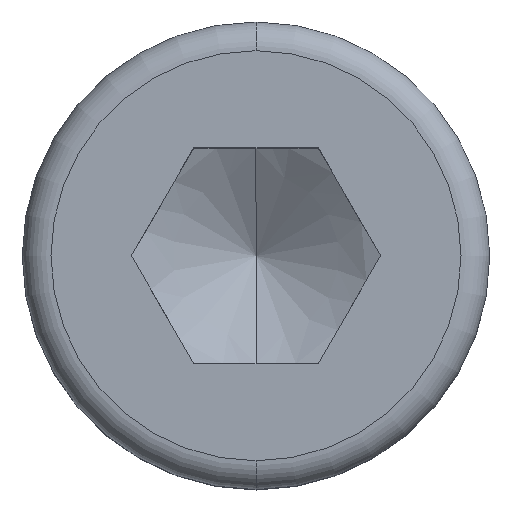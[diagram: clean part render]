
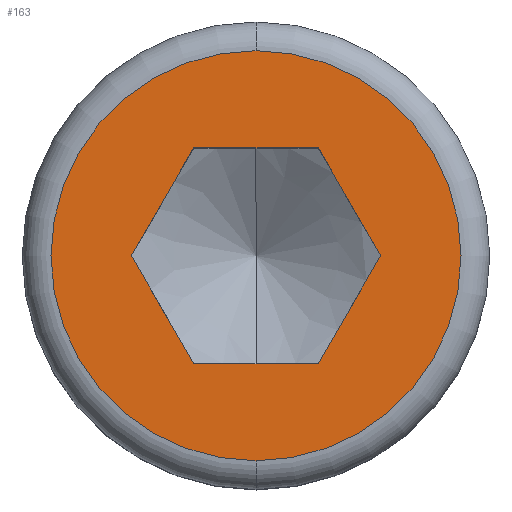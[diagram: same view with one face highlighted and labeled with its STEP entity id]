
A CAD part, top view. The second image highlights one B-rep face of the part: STEP entity #163.
In plain terms, the highlighted planar face has unit normal (0, 0, 1).
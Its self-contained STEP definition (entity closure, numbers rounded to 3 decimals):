
#151=EDGE_CURVE('',#197,#293,#380,.T.);
#163=ADVANCED_FACE('',(#395,#396),#397,.T.);
#187=VERTEX_POINT('',#423);
#193=EDGE_CURVE('',#293,#197,#430,.T.);
#197=VERTEX_POINT('',#434);
#203=EDGE_CURVE('',#209,#187,#440,.T.);
#209=VERTEX_POINT('',#446);
#211=EDGE_CURVE('',#289,#273,#448,.T.);
#271=EDGE_CURVE('',#273,#301,#516,.T.);
#273=VERTEX_POINT('',#518);
#277=EDGE_CURVE('',#321,#289,#522,.T.);
#289=VERTEX_POINT('',#536);
#293=VERTEX_POINT('',#541);
#297=EDGE_CURVE('',#301,#209,#545,.T.);
#301=VERTEX_POINT('',#549);
#307=EDGE_CURVE('',#187,#321,#556,.T.);
#321=VERTEX_POINT('',#571);
#380=CIRCLE('',#639,5.7);
#395=FACE_BOUND('',#655,.T.);
#396=FACE_OUTER_BOUND('',#656,.T.);
#397=PLANE('',#657);
#423=CARTESIAN_POINT('',(1.733,-3.001,8.));
#430=CIRCLE('',#700,5.7);
#434=CARTESIAN_POINT('',(0.,5.7,8.));
#440=LINE('',#712,#713);
#446=CARTESIAN_POINT('',(3.465,0.,8.));
#448=LINE('',#724,#725);
#516=LINE('',#834,#835);
#518=CARTESIAN_POINT('',(-1.733,3.001,8.));
#522=LINE('',#843,#844);
#536=CARTESIAN_POINT('',(-3.465,0.,8.));
#541=CARTESIAN_POINT('',(0.,-5.7,8.));
#545=LINE('',#890,#891);
#549=CARTESIAN_POINT('',(1.733,3.001,8.));
#556=LINE('',#913,#914);
#571=CARTESIAN_POINT('',(-1.732,-3.001,8.));
#639=AXIS2_PLACEMENT_3D('',#995,#996,#997);
#655=EDGE_LOOP('',(#1028,#1029,#1030,#1031,#1032,#1033));
#656=EDGE_LOOP('',(#1034,#1035));
#657=AXIS2_PLACEMENT_3D('',#1036,#1037,#1038);
#700=AXIS2_PLACEMENT_3D('',#1085,#1086,#1087);
#712=CARTESIAN_POINT('',(2.166,-2.251,8.));
#713=VECTOR('',#1091,1.0);
#724=CARTESIAN_POINT('',(-2.166,2.251,8.));
#725=VECTOR('',#1093,1.0);
#834=CARTESIAN_POINT('',(0.866,3.001,8.));
#835=VECTOR('',#1177,1.0);
#843=CARTESIAN_POINT('',(-3.032,-0.75,8.));
#844=VECTOR('',#1181,1.0);
#890=CARTESIAN_POINT('',(3.032,0.75,8.));
#891=VECTOR('',#1207,1.0);
#913=CARTESIAN_POINT('',(-0.866,-3.001,8.));
#914=VECTOR('',#1217,1.0);
#995=CARTESIAN_POINT('',(0.,0.,8.));
#996=DIRECTION('',(0.,0.,1.0));
#997=DIRECTION('',(-1.0,0.0,0.));
#1028=ORIENTED_EDGE('',*,*,#277,.T.);
#1029=ORIENTED_EDGE('',*,*,#211,.T.);
#1030=ORIENTED_EDGE('',*,*,#271,.T.);
#1031=ORIENTED_EDGE('',*,*,#297,.T.);
#1032=ORIENTED_EDGE('',*,*,#203,.T.);
#1033=ORIENTED_EDGE('',*,*,#307,.T.);
#1034=ORIENTED_EDGE('',*,*,#193,.T.);
#1035=ORIENTED_EDGE('',*,*,#151,.T.);
#1036=CARTESIAN_POINT('',(0.,-4.982,8.));
#1037=DIRECTION('',(0.,0.,1.0));
#1038=DIRECTION('',(0.,-1.0,0.));
#1085=CARTESIAN_POINT('',(0.,0.,8.));
#1086=DIRECTION('',(0.,0.,1.0));
#1087=DIRECTION('',(-1.0,0.0,0.));
#1091=DIRECTION('',(-0.5,-0.866,0.0));
#1093=DIRECTION('',(0.5,0.866,0.0));
#1177=DIRECTION('',(1.0,0.0,0.0));
#1181=DIRECTION('',(-0.5,0.866,0.0));
#1207=DIRECTION('',(0.5,-0.866,0.0));
#1217=DIRECTION('',(-1.0,0.0,0.0));
